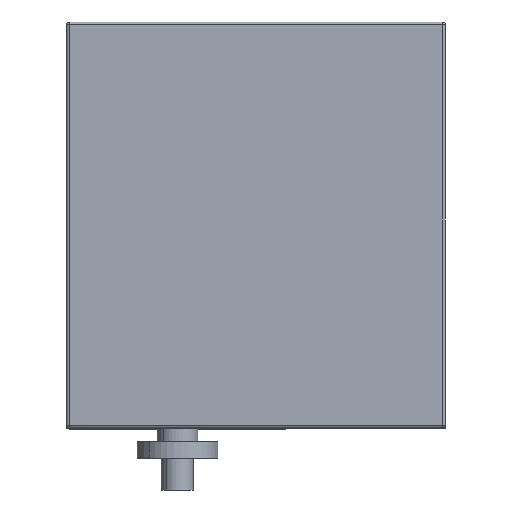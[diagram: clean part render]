
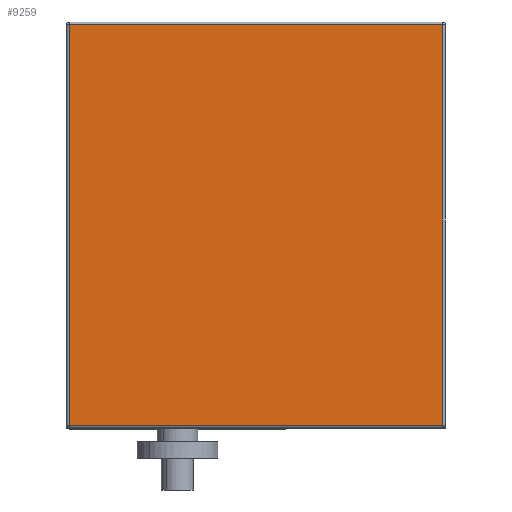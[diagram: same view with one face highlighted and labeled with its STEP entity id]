
A CAD part, front view. The second image highlights one B-rep face of the part: STEP entity #9259.
In plain terms, the highlighted face is planar.
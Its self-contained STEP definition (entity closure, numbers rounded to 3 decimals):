
#1660 = EDGE_CURVE ( 'NONE', #2637, #9288, #5021, .T. ) ;
#1750 = DIRECTION ( 'NONE',  ( -1., 0., 0. ) ) ;
#2039 = CARTESIAN_POINT ( 'NONE',  ( 139., 0., 10. ) ) ;
#2637 = VERTEX_POINT ( 'NONE', #20684 ) ;
#2772 = ORIENTED_EDGE ( 'NONE', *, *, #13398, .T. ) ;
#5021 = LINE ( 'NONE', #7970, #10308 ) ;
#5138 = EDGE_CURVE ( 'NONE', #19045, #12994, #22758, .T. ) ;
#5227 = CARTESIAN_POINT ( 'NONE',  ( 1., -150., 10. ) ) ;
#5469 = CARTESIAN_POINT ( 'NONE',  ( 1., -1., 10. ) ) ;
#5712 = ORIENTED_EDGE ( 'NONE', *, *, #1660, .T. ) ;
#6231 = PLANE ( 'NONE',  #12335 ) ;
#7016 = DIRECTION ( 'NONE',  ( 0., -1., 0. ) ) ;
#7276 = CARTESIAN_POINT ( 'NONE',  ( 139., -1., 10. ) ) ;
#7970 = CARTESIAN_POINT ( 'NONE',  ( 140., -149., 10. ) ) ;
#8289 = VECTOR ( 'NONE', #7016, 1000. ) ;
#8821 = CARTESIAN_POINT ( 'NONE',  ( 0., -1., 10. ) ) ;
#9259 = ADVANCED_FACE ( 'NONE', ( #16216 ), #6231, .T. ) ;
#9288 = VERTEX_POINT ( 'NONE', #13389 ) ;
#9802 = DIRECTION ( 'NONE',  ( 1., 0., 0. ) ) ;
#10308 = VECTOR ( 'NONE', #15105, 1000. ) ;
#10487 = LINE ( 'NONE', #2039, #19401 ) ;
#12335 = AXIS2_PLACEMENT_3D ( 'NONE', #18673, #20470, #9802 ) ;
#12994 = VERTEX_POINT ( 'NONE', #5469 ) ;
#13389 = CARTESIAN_POINT ( 'NONE',  ( 139., -149., 10. ) ) ;
#13398 = EDGE_CURVE ( 'NONE', #12994, #2637, #18309, .T. ) ;
#14192 = EDGE_CURVE ( 'NONE', #9288, #19045, #10487, .T. ) ;
#15105 = DIRECTION ( 'NONE',  ( 1., 0., 0. ) ) ;
#16216 = FACE_OUTER_BOUND ( 'NONE', #16929, .T. ) ;
#16267 = DIRECTION ( 'NONE',  ( 0., 1., 0. ) ) ;
#16929 = EDGE_LOOP ( 'NONE', ( #2772, #5712, #18022, #19661 ) ) ;
#18019 = VECTOR ( 'NONE', #1750, 1000. ) ;
#18022 = ORIENTED_EDGE ( 'NONE', *, *, #14192, .T. ) ;
#18309 = LINE ( 'NONE', #5227, #8289 ) ;
#18673 = CARTESIAN_POINT ( 'NONE',  ( 0., -150., 10. ) ) ;
#19045 = VERTEX_POINT ( 'NONE', #7276 ) ;
#19401 = VECTOR ( 'NONE', #16267, 1000. ) ;
#19661 = ORIENTED_EDGE ( 'NONE', *, *, #5138, .T. ) ;
#20470 = DIRECTION ( 'NONE',  ( 0., 0., 1. ) ) ;
#20684 = CARTESIAN_POINT ( 'NONE',  ( 1., -149., 10. ) ) ;
#22758 = LINE ( 'NONE', #8821, #18019 ) ;
